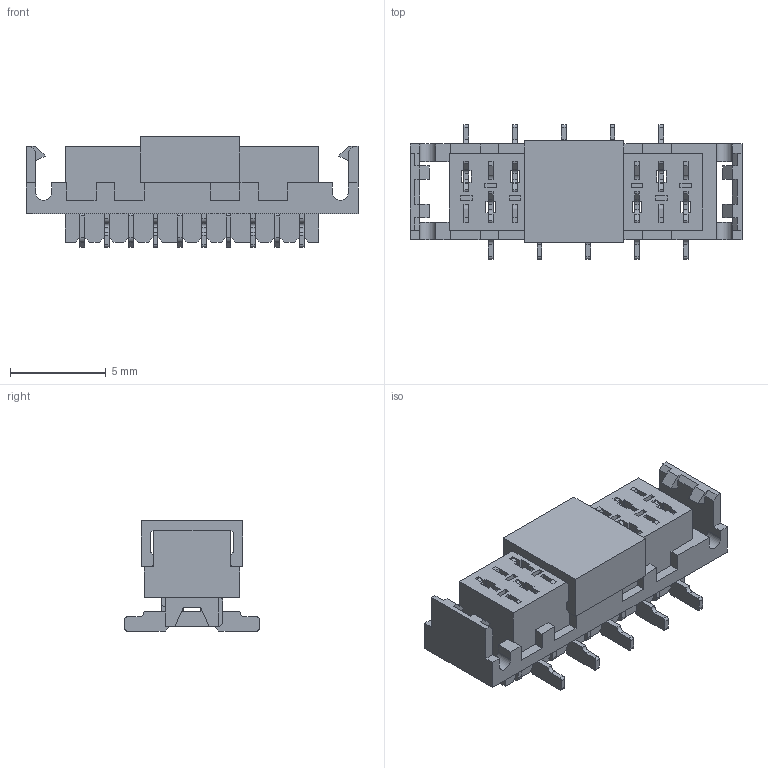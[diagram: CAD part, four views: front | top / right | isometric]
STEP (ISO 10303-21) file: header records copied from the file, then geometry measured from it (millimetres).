
FILE_DESCRIPTION(/* description */ ('Unknown'),/* implementation_level */ '2;1');
FILE_NAME(/* name */ 'J_Wurth_WR-MM_690367291076',/* time_stamp */ '2025-05-07T10:20:42+08:00',/* author */ ('Unknown'),/* organization */ ('Unknown'),/* preprocessor_version */ 'ST-DEVELOPER v19.4',/* originating_system */ 'Solid Edge',/* authorisation */ 'Unknown');
FILE_SCHEMA (('AUTOMOTIVE_DESIGN {1 0 10303 214 3 1 1}'));
Length unit declared in the file: millimetre
Products named in the file (2): J_Wurth_WR-MM_690367291076
Assembly tree (1 placements, depth 2):
  J_Wurth_WR-MM_690367291076
    J_Wurth_WR-MM_690367291076
Bounding box: 17.3 x 7 x 5.75 mm (x, y, z)
Volume: 278.8 mm3; surface area: 1122.7 mm2
Topology: 12 solids, 12 shells, 858 faces, 2538 edges, 1692 vertices
Faces by surface type: plane 674, cylinder 184
Entity records: 28604 total; most frequent: CARTESIAN_POINT 5090, ORIENTED_EDGE 5076, DIRECTION 4626, EDGE_CURVE 2538, LINE 2170, VECTOR 2170, VERTEX_POINT 1692, AXIS2_PLACEMENT_3D 1228
